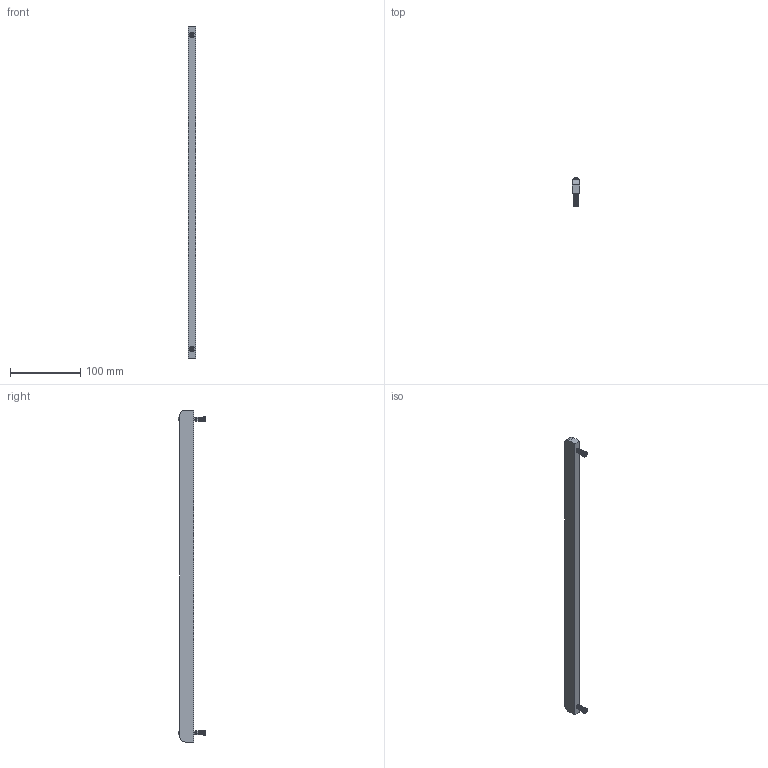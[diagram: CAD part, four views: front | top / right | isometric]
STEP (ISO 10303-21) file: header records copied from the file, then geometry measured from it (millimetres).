
FILE_DESCRIPTION (( 'STEP AP203' ), '1' );
FILE_NAME ('INGUN_115006.STEP', '2023-08-29T11:34:58', ( '' ), ( '' ), 'SwSTEP 2.0', 'SolidWorks 2021', '' );
FILE_SCHEMA (( 'CONFIG_CONTROL_DESIGN' ));
Length unit declared in the file: millimetre
Products named in the file (5): 115007~0_S; Gewindebuchse~n_M04-13,0 offen; 13170~0_ M4 x 6; INGUN_115006; ISO7380~n_M04,0x030
Assembly tree (7 placements, depth 2):
  INGUN_115006
    115007~0_S
    ISO7380~n_M04,0x030  x2
    Gewindebuchse~n_M04-13,0 offen  x2
    13170~0_ M4 x 6  x2
Bounding box: 10 x 39.6 x 474 mm (x, y, z)
Volume: 95712.9 mm3; surface area: 31756.2 mm2
Topology: 7 solids, 7 shells, 370 faces, 850 edges, 560 vertices
Faces by surface type: plane 282, cylinder 64, torus 16, cone 8
Entity records: 6091 total; most frequent: DIRECTION 1000, CARTESIAN_POINT 963, ORIENTED_EDGE 880, EDGE_CURVE 440, AXIS2_PLACEMENT_3D 363, VERTEX_POINT 290, LINE 274, VECTOR 274
